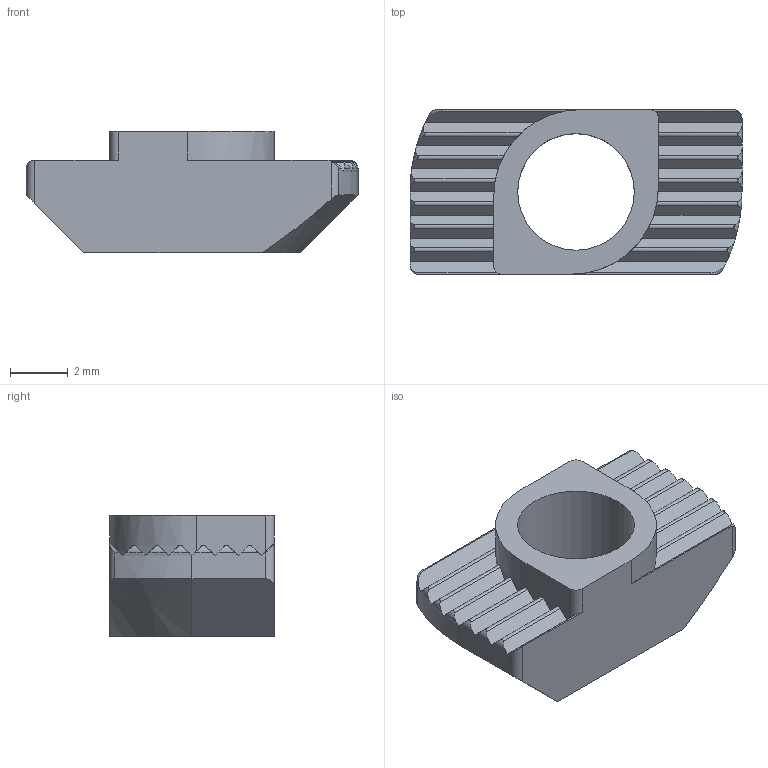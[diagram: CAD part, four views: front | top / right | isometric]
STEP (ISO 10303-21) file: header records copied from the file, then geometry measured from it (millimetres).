
FILE_DESCRIPTION (( 'STEP AP203' ), '1' );
FILE_NAME ('151038.step', '2021-06-03T16:11:28', ( '' ), ( '' ), 'SwSTEP 2.0', 'SolidWorks 2021', '' );
FILE_SCHEMA (( 'CONFIG_CONTROL_DESIGN' ));
Length unit declared in the file: millimetre
Products named in the file (1): 151038
Bounding box: 11.5 x 5.7 x 4.2 mm (x, y, z)
Volume: 149.4 mm3; surface area: 271.8 mm2
Topology: 1 solids, 1 shells, 84 faces, 240 edges, 158 vertices
Faces by surface type: plane 42, cylinder 32, torus 8, cone 2
Entity records: 3023 total; most frequent: CARTESIAN_POINT 947, ORIENTED_EDGE 480, DIRECTION 352, EDGE_CURVE 240, VERTEX_POINT 158, VECTOR 118, LINE 118, AXIS2_PLACEMENT_3D 117
